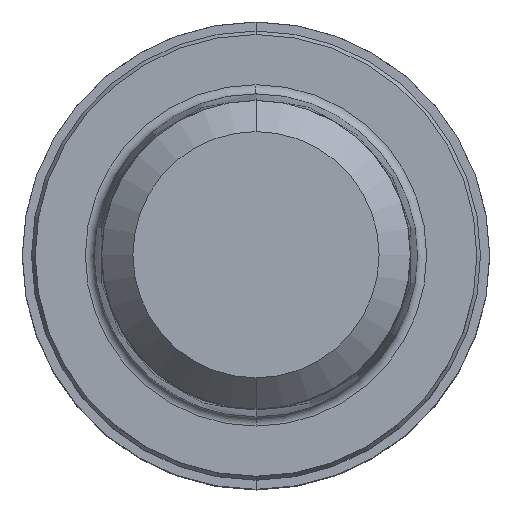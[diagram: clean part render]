
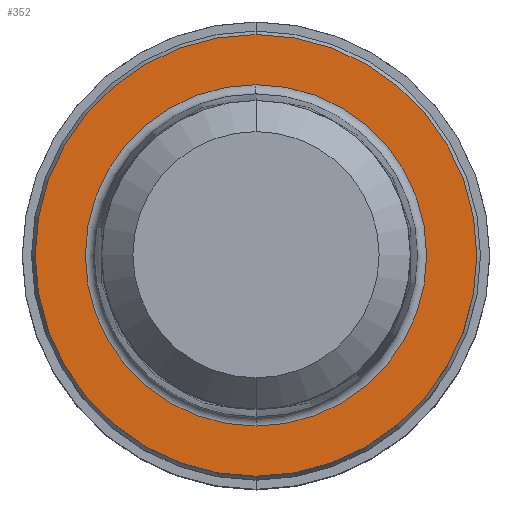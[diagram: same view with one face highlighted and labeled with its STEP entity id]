
A CAD part, top view. The second image highlights one B-rep face of the part: STEP entity #352.
In plain terms, the highlighted planar face has unit normal (0, 0, 1).
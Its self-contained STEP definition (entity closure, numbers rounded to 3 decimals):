
#176=VERTEX_POINT('',#465);
#190=EDGE_CURVE('',#176,#434,#480,.T.);
#220=VERTEX_POINT('',#516);
#342=EDGE_CURVE('',#434,#176,#652,.T.);
#352=ADVANCED_FACE('',(#663,#664),#665,.T.);
#394=EDGE_CURVE('',#414,#220,#714,.T.);
#414=VERTEX_POINT('',#739);
#422=EDGE_CURVE('',#220,#414,#747,.T.);
#434=VERTEX_POINT('',#761);
#465=CARTESIAN_POINT('',(0.,-9.275,0.01));
#480=CIRCLE('',#807,9.275);
#516=CARTESIAN_POINT('',(0.,-12.0,0.01));
#652=CIRCLE('',#1017,9.275);
#663=FACE_OUTER_BOUND('',#1031,.T.);
#664=FACE_BOUND('',#1032,.T.);
#665=PLANE('',#1033);
#714=CIRCLE('',#1097,12.0);
#739=CARTESIAN_POINT('',(0.0,12.0,0.01));
#747=CIRCLE('',#1143,12.0);
#761=CARTESIAN_POINT('',(0.0,9.275,0.01));
#807=AXIS2_PLACEMENT_3D('',#1182,#1183,#1184);
#1017=AXIS2_PLACEMENT_3D('',#1389,#1390,#1391);
#1031=EDGE_LOOP('',(#1410,#1411));
#1032=EDGE_LOOP('',(#1412,#1413));
#1033=AXIS2_PLACEMENT_3D('',#1414,#1415,#1416);
#1097=AXIS2_PLACEMENT_3D('',#1492,#1493,#1494);
#1143=AXIS2_PLACEMENT_3D('',#1538,#1539,#1540);
#1182=CARTESIAN_POINT('',(0.0,0.0,0.01));
#1183=DIRECTION('',(0.0,0.0,-1.0));
#1184=DIRECTION('',(0.0,1.0,0.0));
#1389=CARTESIAN_POINT('',(0.0,0.0,0.01));
#1390=DIRECTION('',(0.0,0.0,-1.0));
#1391=DIRECTION('',(0.0,1.0,0.0));
#1410=ORIENTED_EDGE('',*,*,#394,.F.);
#1411=ORIENTED_EDGE('',*,*,#422,.F.);
#1412=ORIENTED_EDGE('',*,*,#342,.T.);
#1413=ORIENTED_EDGE('',*,*,#190,.T.);
#1414=CARTESIAN_POINT('',(0.0,6.0,0.01));
#1415=DIRECTION('',(-0.0,0.0,1.0));
#1416=DIRECTION('',(0.0,-1.0,0.0));
#1492=CARTESIAN_POINT('',(0.0,0.0,0.01));
#1493=DIRECTION('',(0.0,0.0,-1.0));
#1494=DIRECTION('',(0.0,1.0,0.0));
#1538=CARTESIAN_POINT('',(0.0,0.0,0.01));
#1539=DIRECTION('',(0.0,0.0,-1.0));
#1540=DIRECTION('',(0.0,1.0,0.0));
